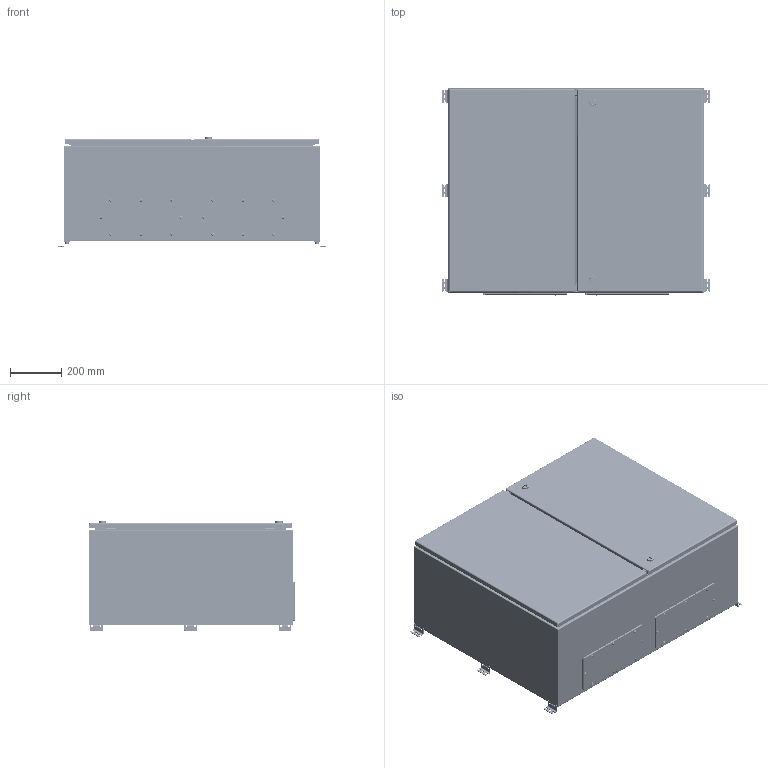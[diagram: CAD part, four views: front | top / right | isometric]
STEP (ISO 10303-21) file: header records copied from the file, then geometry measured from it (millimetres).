
FILE_DESCRIPTION (( 'STEP AP214' ), '1' );
FILE_NAME ('21.100.080.40.STEP', '2024-07-25T07:30:16', ( '' ), ( '' ), 'SwSTEP 2.0', 'SolidWorks 2021', '' );
FILE_SCHEMA (( 'AUTOMOTIVE_DESIGN' ));
Length unit declared in the file: millimetre
Products named in the file (43): Äâåðíîå ïîëîòíî ëåâîå W1000H800; 逄闉; Ïðîôèëü äâåðíîé H800; 署赅 W330D150; 嵑謺麃; Äâåðíîå ïîëîòíî ïðàâîå W1000H800; ﾇ瑟鶴 MS-705-3D; Âòóëêà øàðíèðà; 鐵墊圈_1; Ïðîêëàäêà êðûøêè ÄÌ W330D150; Ïåòëÿ ùèòîâàÿ ïðèâàðíàÿ; 21.100.080.40; 扻豵鵨 W1000H800D400; 昑 W1000H800; Äâåðü ëåâàÿ W1000H800; Áîëò Ì6õ10 ñ øåñòèãðàííîé ãîëîâêîé ñ ïðåññøàéáîé; 主體_1; Âèíò Ì4õ10 ìåáåëüíûé; Ãàñêåòèíã ëåâîé äâåðè W1000H800; 栺樇罻 H800D400; Ãàéêà DIN934- Ì4-Zn; 墊片_1; 螺母_1; Ãàéêà M8 DIN6923.step; 昢膼碴鍣 膰豵鵨 W1000H800D400; 嵑謺麃 瀁蠉澼鍣 094; 嵑謺麃 瀁蠉澼鍣2 094; Øïèëüêà ïðèâàðíàÿ Ì6õ16; Çàêëåïêà ðåçüáîâàÿ Ì5 øåñòèãðàííàÿ ñ óìåíüøåííûì áîðòîì; 妈眚 DIN 912-󋔊0-Zn; 剒蜲錪_30403583_MESAN; Âèíò DIN 967 Ì5õ16 ñ ïîëóêðóãëîé ãîëîâêîé ñ êðåñòîîáðàçíûì øëèöåì; Ãàñêåòèíã äâåðè W1000H800; Ïåðô. ïðîôèëü äëÿ äíà è ñòåíêè D400; Äâåðü ïðàâàÿ W1000H800; Ðåçèíêà øàðíèðà; 471.100 Íàñòåííîå êðåïëåíèå; 鎖芯_1; Çàêëåïêà ðåçüáîâàÿ Ì8 øåñòèãðàííàÿ ñ óìåíüøåííûì áîðòîì; 小頭螺絲_1 ...
Assembly tree (151 placements, depth 4):
  21.100.080.40
    昢膼碴鍣 膰豵鵨 W1000H800D400
      扻豵鵨 W1000H800D400
      栺樇罻 H800D400  x2
      Çàêëåïêà ðåçüáîâàÿ Ì5 øåñòèãðàííàÿ ñ óìåíüøåííûì áîðòîì  x16
      Çàêëåïêà ðåçüáîâàÿ Ì8 øåñòèãðàííàÿ ñ óìåíüøåííûì áîðòîì  x6
      Øïèëüêà ïðèâàðíàÿ Ì8õ25  x6
      Øïèëüêà ïðèâàðíàÿ Ì6õ16  x8
    Äâåðü ëåâàÿ W1000H800
      Äâåðíîå ïîëîòíî ëåâîå W1000H800
      Ãàñêåòèíã ëåâîé äâåðè W1000H800
      Ïðîôèëü äâåðíîé H800  x2
      Øïèëüêà ïðèâàðíàÿ Ì6õ16  x2
      Ïåòëÿ ùèòîâàÿ ïðèâàðíàÿ  x2
    Äâåðü ïðàâàÿ W1000H800
      Äâåðíîå ïîëîòíî ïðàâîå W1000H800
      Ãàñêåòèíã äâåðè W1000H800
      Ïðîôèëü äâåðíîé H800  x2
      Øïèëüêà ïðèâàðíàÿ Ì6õ16  x2
      Ïåòëÿ ùèòîâàÿ ïðèâàðíàÿ  x2
      ﾇ瑟鶴 MS-705-3D  x2
        主體_1
        鎖芯_1
        墊片_1
        螺母_1
        鐵墊圈_1
        小頭螺絲_1
        剒蜲錪_30403583_MESAN
    昑 W1000H800
    署赅 W330D150  x2
    Ïðîêëàäêà êðûøêè ÄÌ W330D150  x2
    嵑謺麃 瀁蠉澼鍣2 094  x2
      嵑謺麃
      Âòóëêà øàðíèðà
      Ðåçèíêà øàðíèðà
    嵑謺麃 瀁蠉澼鍣 094  x2
      嵑謺麃
      Âòóëêà øàðíèðà
      Ðåçèíêà øàðíèðà
    471.100 Íàñòåííîå êðåïëåíèå  x6
    逄闉  x2
    妈眚 DIN 912-󋔊0-Zn  x6
    Âèíò DIN 967 Ì5õ16 ñ ïîëóêðóãëîé ãîëîâêîé ñ êðåñòîîáðàçíûì øëèöåì  x16
    Âèíò Ì4õ10 ìåáåëüíûé  x4
    Ãàéêà DIN934- Ì4-Zn  x4
    Áîëò Ì6õ10 ñ øåñòèãðàííîé ãîëîâêîé ñ ïðåññøàéáîé  x8
    Ãàéêà M8 DIN6923.step  x6
    Äâåðíîé ïðîôèëü ÌÊ 20 Í800  x4
    Ïåðô. ïðîôèëü äëÿ äíà è ñòåíêè D400  x4
    Ãàéêà Ì6 äëÿ øïèëüêè  x8
Bounding box: 1052 x 810.45 x 431 mm (x, y, z)
Volume: 7845488.6 mm3; surface area: 9102603.9 mm2
Topology: 156 solids, 156 shells, 7360 faces, 18735 edges, 11785 vertices
Faces by surface type: cylinder 3123, plane 2831, bspline 554, cone 542, torus 258, sphere 52
Entity records: 90123 total; most frequent: CARTESIAN_POINT 32948, ORIENTED_EDGE 10892, DIRECTION 9681, EDGE_CURVE 5446, VERTEX_POINT 3433, AXIS2_PLACEMENT_3D 3421, LINE 2839, VECTOR 2839
